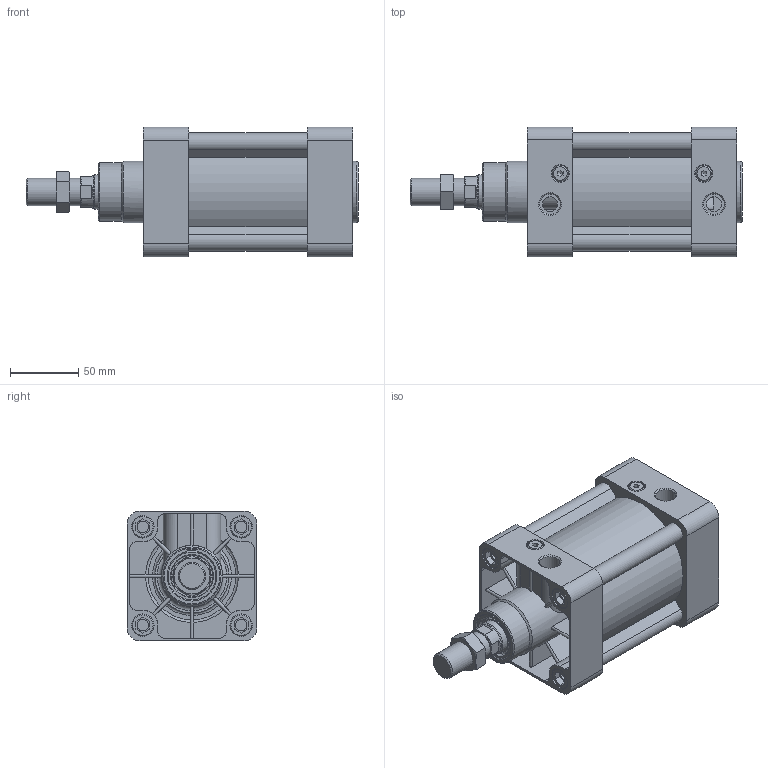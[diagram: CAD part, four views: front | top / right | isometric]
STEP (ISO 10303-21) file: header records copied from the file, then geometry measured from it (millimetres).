
FILE_DESCRIPTION( ( 'STEP AP203' ), '1' );
FILE_NAME( 'VBC80X25-0(0).stp', '2021-10-12T01:54:39', ( 'License CC BY-ND 4.0' ), ( 'CADENAS' ), ' ', 'PARTsolutions', ' ' );
FILE_SCHEMA( ( 'CONFIG_CONTROL_DESIGN' ) );
Length unit declared in the file: millimetre
Products named in the file (4): VBC80X25-0(0); _VBC80X25-0(0)_dummy; _VBC80x25; _80x25-0
Assembly tree (3 placements, depth 2):
  VBC80X25-0(0)
    _VBC80X25-0(0)_dummy
    _VBC80x25
    _80x25-0
Bounding box: 243 x 95 x 95 mm (x, y, z)
Volume: 734926.9 mm3; surface area: 231427.6 mm2
Topology: 2 solids, 12 shells, 524 faces, 1280 edges, 834 vertices
Faces by surface type: plane 295, cylinder 132, cone 47, torus 47, bspline 3
Full cylindrical faces by diameter (mm): 4 x2, 6.4 x2, 8.376 x8, 8.4 x2, 10 x4, 10.8 x2, 11 x2, 12 x6, 14.95 x2, 16 x8, 16.5 x8, 20 x2, 24 x1, 25 x3, 42.5 x1, 45 x2, 80 x2
Entity records: 16506 total; most frequent: CARTESIAN_POINT 4446, DIRECTION 2464, ORIENTED_EDGE 2322, EDGE_CURVE 1161, AXIS2_PLACEMENT_3D 926, VERTEX_POINT 817, EDGE_LOOP 696, LINE 612
